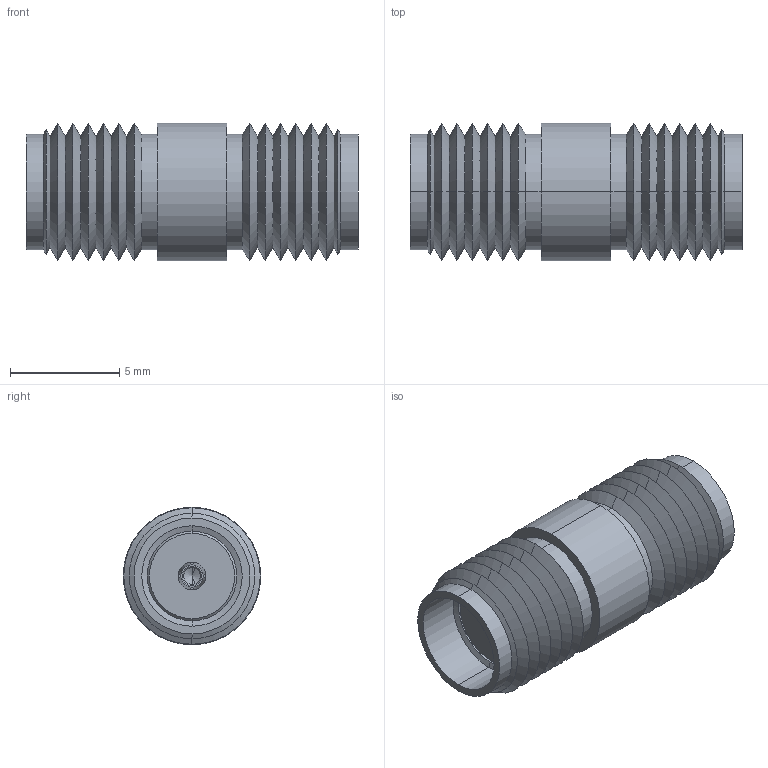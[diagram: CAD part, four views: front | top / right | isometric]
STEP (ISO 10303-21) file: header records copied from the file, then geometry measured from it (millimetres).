
FILE_DESCRIPTION (( 'STEP AP214' ), '1' );
FILE_NAME ('FMAD10066_3D.step', '2025-02-24T20:24:18', ( '' ), ( '' ), 'SwSTEP 2.0', 'SolidWorks 2022', '' );
FILE_SCHEMA (( 'AUTOMOTIVE_DESIGN' ));
Length unit declared in the file: millimetre
Products named in the file (1): FMAD10066_3D
Bounding box: 15.2 x 6.3 x 6.3 mm (x, y, z)
Volume: 320 mm3; surface area: 599.4 mm2
Topology: 1 solids, 1 shells, 156 faces, 342 edges, 190 vertices
Faces by surface type: cone 92, plane 38, cylinder 26
Entity records: 4356 total; most frequent: CARTESIAN_POINT 925, DIRECTION 768, ORIENTED_EDGE 676, EDGE_CURVE 338, AXIS2_PLACEMENT_3D 321, VERTEX_POINT 190, CIRCLE 164, EDGE_LOOP 162
